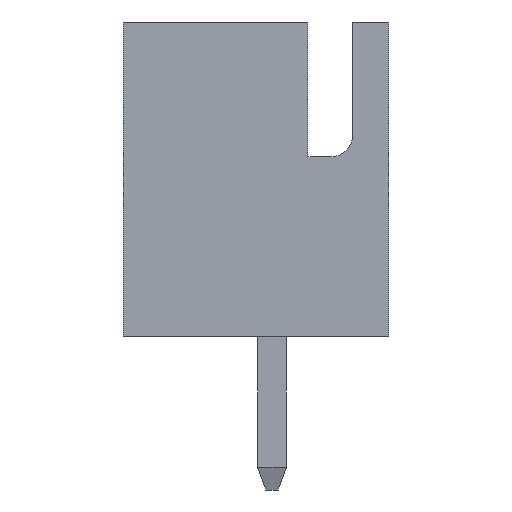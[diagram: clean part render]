
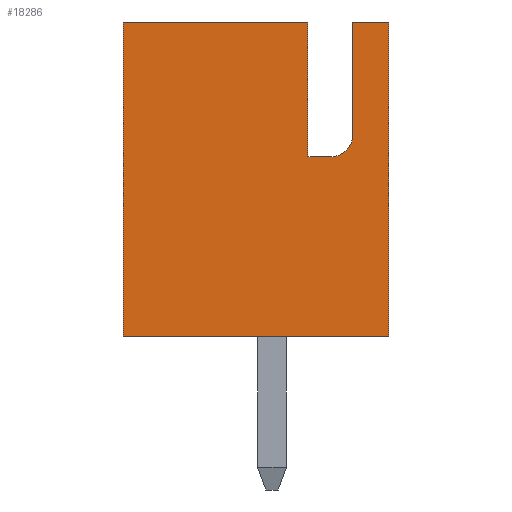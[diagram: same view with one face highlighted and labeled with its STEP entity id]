
A CAD part, left-side view. The second image highlights one B-rep face of the part: STEP entity #18286.
In plain terms, the highlighted planar face has unit normal (-1, 0, 0).
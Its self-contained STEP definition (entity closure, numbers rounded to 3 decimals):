
#142 = VECTOR ( 'NONE', #10986, 1000. ) ;
#330 = ORIENTED_EDGE ( 'NONE', *, *, #15840, .F. ) ;
#856 = CARTESIAN_POINT ( 'NONE',  ( -8.75, -1.65, 4.5 ) ) ;
#999 = LINE ( 'NONE', #18262, #1327 ) ;
#1175 = FACE_OUTER_BOUND ( 'NONE', #1259, .T. ) ;
#1195 = CARTESIAN_POINT ( 'NONE',  ( -8.75, -1.15, 7. ) ) ;
#1259 = EDGE_LOOP ( 'NONE', ( #6658, #17147, #3553, #330, #1969, #13219, #7128, #3350, #6896 ) ) ;
#1327 = VECTOR ( 'NONE', #2337, 1000. ) ;
#1614 = CARTESIAN_POINT ( 'NONE',  ( -8.75, -2.15, 4.5 ) ) ;
#1771 = LINE ( 'NONE', #7602, #2845 ) ;
#1969 = ORIENTED_EDGE ( 'NONE', *, *, #13726, .T. ) ;
#2126 = CARTESIAN_POINT ( 'NONE',  ( -8.75, -2.15, 7. ) ) ;
#2337 = DIRECTION ( 'NONE',  ( 0., 0., 1. ) ) ;
#2845 = VECTOR ( 'NONE', #13369, 1000. ) ;
#2994 = VERTEX_POINT ( 'NONE', #1195 ) ;
#3167 = EDGE_CURVE ( 'NONE', #11444, #7443, #3640, .T. ) ;
#3350 = ORIENTED_EDGE ( 'NONE', *, *, #14047, .T. ) ;
#3508 = VERTEX_POINT ( 'NONE', #16009 ) ;
#3553 = ORIENTED_EDGE ( 'NONE', *, *, #13455, .T. ) ;
#3640 = LINE ( 'NONE', #15271, #12317 ) ;
#3948 = LINE ( 'NONE', #9661, #142 ) ;
#4237 = PLANE ( 'NONE',  #15657 ) ;
#4670 = CIRCLE ( 'NONE', #14386, 0.5 ) ;
#4779 = DIRECTION ( 'NONE',  ( 0., -1., 0. ) ) ;
#5149 = CARTESIAN_POINT ( 'NONE',  ( -8.75, 2.95, 7. ) ) ;
#5158 = DIRECTION ( 'NONE',  ( 0., 0., -1. ) ) ;
#5272 = CARTESIAN_POINT ( 'NONE',  ( -8.75, 2.95, 7. ) ) ;
#5939 = VECTOR ( 'NONE', #11756, 1000. ) ;
#6308 = CARTESIAN_POINT ( 'NONE',  ( -8.75, 2.95, 0. ) ) ;
#6437 = VECTOR ( 'NONE', #14744, 1000. ) ;
#6658 = ORIENTED_EDGE ( 'NONE', *, *, #9763, .F. ) ;
#6896 = ORIENTED_EDGE ( 'NONE', *, *, #11809, .F. ) ;
#6924 = LINE ( 'NONE', #11455, #11349 ) ;
#7104 = DIRECTION ( 'NONE',  ( 1., 0., 0. ) ) ;
#7125 = EDGE_CURVE ( 'NONE', #15352, #18226, #1771, .T. ) ;
#7128 = ORIENTED_EDGE ( 'NONE', *, *, #3167, .T. ) ;
#7239 = CARTESIAN_POINT ( 'NONE',  ( -8.75, -2.95, 7. ) ) ;
#7443 = VERTEX_POINT ( 'NONE', #6308 ) ;
#7602 = CARTESIAN_POINT ( 'NONE',  ( -8.75, -2.15, 4. ) ) ;
#9433 = VERTEX_POINT ( 'NONE', #15361 ) ;
#9661 = CARTESIAN_POINT ( 'NONE',  ( -8.75, -2.15, 4. ) ) ;
#9763 = EDGE_CURVE ( 'NONE', #18226, #15739, #15058, .T. ) ;
#10123 = DIRECTION ( 'NONE',  ( 0., -1., 0. ) ) ;
#10215 = DIRECTION ( 'NONE',  ( 0., 0., -1. ) ) ;
#10986 = DIRECTION ( 'NONE',  ( 0., -1., 0. ) ) ;
#11349 = VECTOR ( 'NONE', #10123, 1000. ) ;
#11444 = VERTEX_POINT ( 'NONE', #5272 ) ;
#11455 = CARTESIAN_POINT ( 'NONE',  ( -8.75, 2.95, 0. ) ) ;
#11483 = VECTOR ( 'NONE', #4779, 1000. ) ;
#11756 = DIRECTION ( 'NONE',  ( 0., -1., 0. ) ) ;
#11809 = EDGE_CURVE ( 'NONE', #15739, #12456, #17730, .T. ) ;
#12317 = VECTOR ( 'NONE', #17964, 1000. ) ;
#12456 = VERTEX_POINT ( 'NONE', #12742 ) ;
#12742 = CARTESIAN_POINT ( 'NONE',  ( -8.75, -2.95, 0. ) ) ;
#12902 = CARTESIAN_POINT ( 'NONE',  ( -8.75, 2.95, 7. ) ) ;
#13219 = ORIENTED_EDGE ( 'NONE', *, *, #18847, .F. ) ;
#13369 = DIRECTION ( 'NONE',  ( 0., 0., 1. ) ) ;
#13389 = CARTESIAN_POINT ( 'NONE',  ( -8.75, -2.95, 7. ) ) ;
#13455 = EDGE_CURVE ( 'NONE', #15352, #9433, #4670, .T. ) ;
#13726 = EDGE_CURVE ( 'NONE', #3508, #2994, #999, .T. ) ;
#14047 = EDGE_CURVE ( 'NONE', #7443, #12456, #6924, .T. ) ;
#14386 = AXIS2_PLACEMENT_3D ( 'NONE', #856, #18313, #5158 ) ;
#14592 = CARTESIAN_POINT ( 'NONE',  ( -8.75, 2.95, 7. ) ) ;
#14614 = LINE ( 'NONE', #12902, #5939 ) ;
#14744 = DIRECTION ( 'NONE',  ( 0., 0., -1. ) ) ;
#15058 = LINE ( 'NONE', #5149, #11483 ) ;
#15271 = CARTESIAN_POINT ( 'NONE',  ( -8.75, 2.95, 7. ) ) ;
#15352 = VERTEX_POINT ( 'NONE', #1614 ) ;
#15361 = CARTESIAN_POINT ( 'NONE',  ( -8.75, -1.65, 4. ) ) ;
#15657 = AXIS2_PLACEMENT_3D ( 'NONE', #14592, #7104, #10215 ) ;
#15739 = VERTEX_POINT ( 'NONE', #7239 ) ;
#15840 = EDGE_CURVE ( 'NONE', #3508, #9433, #3948, .T. ) ;
#16009 = CARTESIAN_POINT ( 'NONE',  ( -8.75, -1.15, 4. ) ) ;
#17147 = ORIENTED_EDGE ( 'NONE', *, *, #7125, .F. ) ;
#17730 = LINE ( 'NONE', #13389, #6437 ) ;
#17964 = DIRECTION ( 'NONE',  ( 0., 0., -1. ) ) ;
#18226 = VERTEX_POINT ( 'NONE', #2126 ) ;
#18262 = CARTESIAN_POINT ( 'NONE',  ( -8.75, -1.15, 4. ) ) ;
#18286 = ADVANCED_FACE ( 'NONE', ( #1175 ), #4237, .F. ) ;
#18313 = DIRECTION ( 'NONE',  ( 1., 0., 0. ) ) ;
#18847 = EDGE_CURVE ( 'NONE', #11444, #2994, #14614, .T. ) ;
